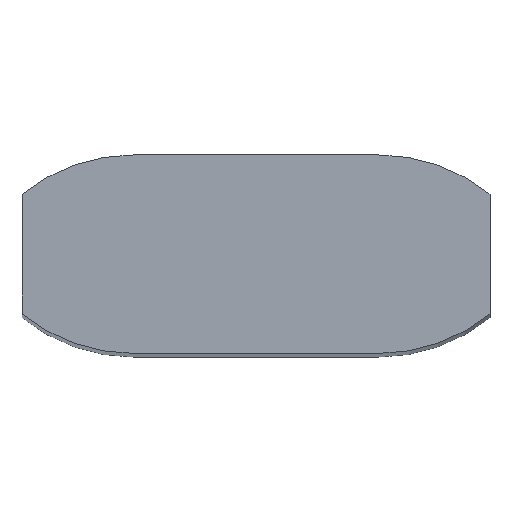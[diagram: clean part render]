
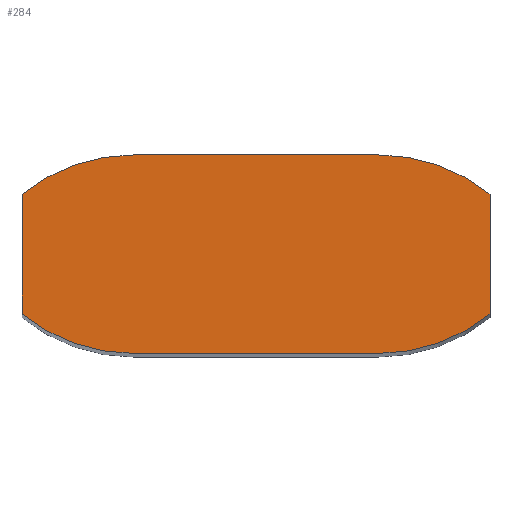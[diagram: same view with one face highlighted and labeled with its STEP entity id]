
A CAD part, top view. The second image highlights one B-rep face of the part: STEP entity #284.
In plain terms, the highlighted planar face has unit normal (0, 0, 1).
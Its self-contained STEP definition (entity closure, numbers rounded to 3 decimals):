
#11 = EDGE_LOOP ( 'NONE', ( #338, #346, #305, #189, #36, #130, #207, #233 ) ) ;
#12 = LINE ( 'NONE', #274, #310 ) ;
#19 = VERTEX_POINT ( 'NONE', #61 ) ;
#34 = VECTOR ( 'NONE', #142, 1000. ) ;
#36 = ORIENTED_EDGE ( 'NONE', *, *, #295, .F. ) ;
#39 = CARTESIAN_POINT ( 'NONE',  ( 0., 30.75, 50. ) ) ;
#42 = LINE ( 'NONE', #330, #238 ) ;
#44 = CARTESIAN_POINT ( 'NONE',  ( 0., 0., 50. ) ) ;
#45 = DIRECTION ( 'NONE',  ( 1., 0., 0. ) ) ;
#56 = EDGE_CURVE ( 'NONE', #372, #160, #42, .T. ) ;
#61 = CARTESIAN_POINT ( 'NONE',  ( -72.5, -18.584, 50. ) ) ;
#68 = DIRECTION ( 'NONE',  ( 0., 0., 1. ) ) ;
#74 = CIRCLE ( 'NONE', #87, 55. ) ;
#79 = VERTEX_POINT ( 'NONE', #157 ) ;
#81 = CARTESIAN_POINT ( 'NONE',  ( 38., -24.25, 50. ) ) ;
#83 = AXIS2_PLACEMENT_3D ( 'NONE', #272, #92, #91 ) ;
#87 = AXIS2_PLACEMENT_3D ( 'NONE', #96, #192, #223 ) ;
#91 = DIRECTION ( 'NONE',  ( 1., 0., 0. ) ) ;
#92 = DIRECTION ( 'NONE',  ( 0., 0., 1. ) ) ;
#96 = CARTESIAN_POINT ( 'NONE',  ( 38., 24.25, 50. ) ) ;
#97 = EDGE_CURVE ( 'NONE', #19, #79, #248, .T. ) ;
#98 = DIRECTION ( 'NONE',  ( 0., 0., -1. ) ) ;
#108 = AXIS2_PLACEMENT_3D ( 'NONE', #81, #312, #313 ) ;
#121 = CARTESIAN_POINT ( 'NONE',  ( 38., -30.75, 50. ) ) ;
#122 = DIRECTION ( 'NONE',  ( 1., 0., 0. ) ) ;
#130 = ORIENTED_EDGE ( 'NONE', *, *, #243, .T. ) ;
#134 = DIRECTION ( 'NONE',  ( 0., -1., 0. ) ) ;
#142 = DIRECTION ( 'NONE',  ( 1., 0., 0. ) ) ;
#148 = LINE ( 'NONE', #39, #315 ) ;
#150 = VERTEX_POINT ( 'NONE', #121 ) ;
#151 = FACE_OUTER_BOUND ( 'NONE', #11, .T. ) ;
#157 = CARTESIAN_POINT ( 'NONE',  ( -38., -30.75, 50. ) ) ;
#159 = EDGE_CURVE ( 'NONE', #182, #319, #148, .T. ) ;
#160 = VERTEX_POINT ( 'NONE', #186 ) ;
#163 = PLANE ( 'NONE',  #275 ) ;
#169 = CARTESIAN_POINT ( 'NONE',  ( 72.5, -18.584, 50. ) ) ;
#182 = VERTEX_POINT ( 'NONE', #329 ) ;
#184 = AXIS2_PLACEMENT_3D ( 'NONE', #276, #98, #45 ) ;
#186 = CARTESIAN_POINT ( 'NONE',  ( 72.5, 18.584, 50. ) ) ;
#189 = ORIENTED_EDGE ( 'NONE', *, *, #159, .F. ) ;
#192 = DIRECTION ( 'NONE',  ( 0., 0., 1. ) ) ;
#207 = ORIENTED_EDGE ( 'NONE', *, *, #97, .T. ) ;
#216 = LINE ( 'NONE', #341, #34 ) ;
#223 = DIRECTION ( 'NONE',  ( 1., 0., 0. ) ) ;
#226 = CIRCLE ( 'NONE', #108, 55. ) ;
#233 = ORIENTED_EDGE ( 'NONE', *, *, #354, .T. ) ;
#238 = VECTOR ( 'NONE', #246, 1000. ) ;
#243 = EDGE_CURVE ( 'NONE', #289, #19, #12, .T. ) ;
#246 = DIRECTION ( 'NONE',  ( 0., 1., 0. ) ) ;
#248 = CIRCLE ( 'NONE', #83, 55. ) ;
#250 = CARTESIAN_POINT ( 'NONE',  ( -72.5, 18.584, 50. ) ) ;
#251 = CARTESIAN_POINT ( 'NONE',  ( 38., 30.75, 50. ) ) ;
#255 = EDGE_CURVE ( 'NONE', #150, #372, #74, .T. ) ;
#272 = CARTESIAN_POINT ( 'NONE',  ( -38., 24.25, 50. ) ) ;
#274 = CARTESIAN_POINT ( 'NONE',  ( -72.5, 0., 50. ) ) ;
#275 = AXIS2_PLACEMENT_3D ( 'NONE', #44, #68, #303 ) ;
#276 = CARTESIAN_POINT ( 'NONE',  ( -38., -24.25, 50. ) ) ;
#284 = ADVANCED_FACE ( 'NONE', ( #151 ), #163, .T. ) ;
#285 = CIRCLE ( 'NONE', #184, 55. ) ;
#289 = VERTEX_POINT ( 'NONE', #250 ) ;
#295 = EDGE_CURVE ( 'NONE', #289, #182, #285, .T. ) ;
#303 = DIRECTION ( 'NONE',  ( 1., 0., 0. ) ) ;
#305 = ORIENTED_EDGE ( 'NONE', *, *, #364, .F. ) ;
#310 = VECTOR ( 'NONE', #134, 1000. ) ;
#312 = DIRECTION ( 'NONE',  ( 0., 0., -1. ) ) ;
#313 = DIRECTION ( 'NONE',  ( 1., 0., 0. ) ) ;
#315 = VECTOR ( 'NONE', #122, 1000. ) ;
#319 = VERTEX_POINT ( 'NONE', #251 ) ;
#329 = CARTESIAN_POINT ( 'NONE',  ( -38., 30.75, 50. ) ) ;
#330 = CARTESIAN_POINT ( 'NONE',  ( 72.5, 0., 50. ) ) ;
#338 = ORIENTED_EDGE ( 'NONE', *, *, #255, .T. ) ;
#341 = CARTESIAN_POINT ( 'NONE',  ( 0., -30.75, 50. ) ) ;
#346 = ORIENTED_EDGE ( 'NONE', *, *, #56, .T. ) ;
#354 = EDGE_CURVE ( 'NONE', #79, #150, #216, .T. ) ;
#364 = EDGE_CURVE ( 'NONE', #319, #160, #226, .T. ) ;
#372 = VERTEX_POINT ( 'NONE', #169 ) ;
